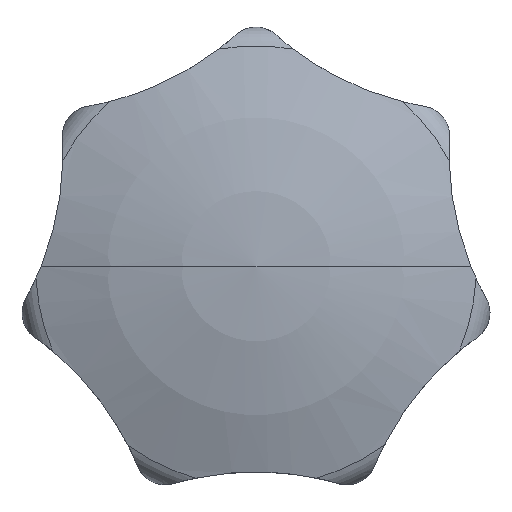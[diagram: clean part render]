
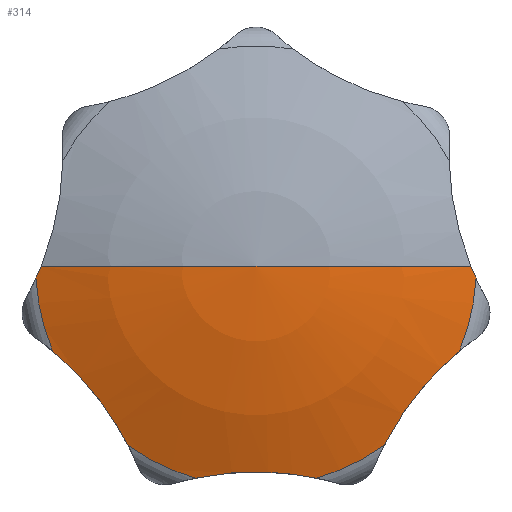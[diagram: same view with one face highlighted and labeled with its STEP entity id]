
A CAD part, top view. The second image highlights one B-rep face of the part: STEP entity #314.
In plain terms, the highlighted spherical face has radius 100 mm.
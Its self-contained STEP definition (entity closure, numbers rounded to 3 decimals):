
#314=ADVANCED_FACE('',(#906),#907,.T.);
#334=EDGE_CURVE('',#626,#658,#929,.T.);
#344=VERTEX_POINT('',#941);
#400=EDGE_CURVE('',#462,#574,#998,.T.);
#412=EDGE_CURVE('',#636,#876,#1010,.T.);
#462=VERTEX_POINT('',#1067);
#472=EDGE_CURVE('',#344,#462,#1078,.T.);
#482=EDGE_CURVE('',#574,#636,#1088,.T.);
#556=VERTEX_POINT('',#1167);
#574=VERTEX_POINT('',#1187);
#598=EDGE_CURVE('',#872,#884,#1214,.T.);
#624=EDGE_CURVE('',#712,#658,#1246,.T.);
#626=VERTEX_POINT('',#1248);
#636=VERTEX_POINT('',#1259);
#658=VERTEX_POINT('',#1282);
#678=EDGE_CURVE('',#344,#712,#1304,.T.);
#712=VERTEX_POINT('',#1340);
#768=EDGE_CURVE('',#556,#872,#1400,.T.);
#792=EDGE_CURVE('',#884,#626,#1428,.T.);
#830=EDGE_CURVE('',#876,#556,#1469,.T.);
#872=VERTEX_POINT('',#1516);
#876=VERTEX_POINT('',#1520);
#884=VERTEX_POINT('',#1529);
#906=FACE_OUTER_BOUND('',#1547,.T.);
#907=SPHERICAL_SURFACE('',#1548,100.0);
#929=B_SPLINE_CURVE_WITH_KNOTS('',3,(#1576,#1577,#1578,#1579,#1580,#1581,#1582,#1583,#1584,#1585,#1586,#1587,#1588,#1589),.UNSPECIFIED.,.F.,.F.,(4,2,2,2,2,2,4),(70.315,72.596,76.421,80.245,84.07,87.895,90.176),.UNSPECIFIED.);
#941=CARTESIAN_POINT('',(-35.941,0.,43.318));
#998=CIRCLE('',#1773,36.842);
#1010=CIRCLE('',#1798,36.842);
#1067=CARTESIAN_POINT('',(-36.789,-1.971,42.966));
#1078=B_SPLINE_CURVE_WITH_KNOTS('',3,(#1908,#1909,#1910,#1911,#1912,#1913,#1914,#1915,#1916,#1917,#1918,#1919,#1920,#1921),.UNSPECIFIED.,.F.,.F.,(4,2,2,2,2,2,4),(70.315,72.596,76.421,80.245,84.07,87.895,90.176),.UNSPECIFIED.);
#1088=B_SPLINE_CURVE_WITH_KNOTS('',3,(#1937,#1938,#1939,#1940,#1941,#1942,#1943,#1944,#1945,#1946,#1947,#1948,#1949,#1950),.UNSPECIFIED.,.F.,.F.,(4,2,2,2,2,2,4),(70.315,72.596,76.421,80.245,84.07,87.895,90.176),.UNSPECIFIED.);
#1167=CARTESIAN_POINT('',(10.108,-35.428,42.966));
#1187=CARTESIAN_POINT('',(-34.001,-14.186,42.966));
#1214=B_SPLINE_CURVE_WITH_KNOTS('',3,(#2226,#2227,#2228,#2229,#2230,#2231,#2232,#2233,#2234,#2235,#2236,#2237,#2238,#2239),.UNSPECIFIED.,.F.,.F.,(4,2,2,2,2,2,4),(70.315,72.596,76.421,80.245,84.07,87.895,90.176),.UNSPECIFIED.);
#1246=CIRCLE('',#2290,100.0);
#1248=CARTESIAN_POINT('',(36.789,-1.971,42.966));
#1259=CARTESIAN_POINT('',(-21.397,-29.992,42.966));
#1282=CARTESIAN_POINT('',(35.941,0.,43.318));
#1304=CIRCLE('',#2389,100.0);
#1340=CARTESIAN_POINT('',(0.,0.,50.));
#1400=CIRCLE('',#2585,36.842);
#1428=CIRCLE('',#2625,36.842);
#1469=B_SPLINE_CURVE_WITH_KNOTS('',3,(#2720,#2721,#2722,#2723,#2724,#2725,#2726,#2727,#2728,#2729,#2730,#2731,#2732,#2733),.UNSPECIFIED.,.F.,.F.,(4,2,2,2,2,2,4),(70.315,72.596,76.421,80.245,84.07,87.895,90.176),.UNSPECIFIED.);
#1516=CARTESIAN_POINT('',(21.397,-29.992,42.966));
#1520=CARTESIAN_POINT('',(-10.108,-35.428,42.966));
#1529=CARTESIAN_POINT('',(34.001,-14.186,42.966));
#1547=EDGE_LOOP('',(#2847,#2848,#2849,#2850,#2851,#2852,#2853,#2854,#2855,#2856,#2857));
#1548=AXIS2_PLACEMENT_3D('',#2858,#2859,#2860);
#1576=CARTESIAN_POINT('',(36.789,-1.971,42.966));
#1577=CARTESIAN_POINT('',(36.462,-1.255,43.11));
#1578=CARTESIAN_POINT('',(36.152,-0.53,43.238));
#1579=CARTESIAN_POINT('',(35.37,1.425,43.535));
#1580=CARTESIAN_POINT('',(34.929,2.667,43.673));
#1581=CARTESIAN_POINT('',(34.153,5.16,43.854));
#1582=CARTESIAN_POINT('',(33.817,6.411,43.898));
#1583=CARTESIAN_POINT('',(33.25,8.897,43.898));
#1584=CARTESIAN_POINT('',(33.01,10.17,43.854));
#1585=CARTESIAN_POINT('',(32.627,12.752,43.673));
#1586=CARTESIAN_POINT('',(32.485,14.062,43.535));
#1587=CARTESIAN_POINT('',(32.342,16.164,43.238));
#1588=CARTESIAN_POINT('',(32.307,16.951,43.11));
#1589=CARTESIAN_POINT('',(32.291,17.738,42.966));
#1773=AXIS2_PLACEMENT_3D('',#2939,#2940,#2941);
#1798=AXIS2_PLACEMENT_3D('',#2944,#2945,#2946);
#1908=CARTESIAN_POINT('',(-32.291,17.738,42.966));
#1909=CARTESIAN_POINT('',(-32.307,16.951,43.11));
#1910=CARTESIAN_POINT('',(-32.342,16.164,43.238));
#1911=CARTESIAN_POINT('',(-32.485,14.062,43.535));
#1912=CARTESIAN_POINT('',(-32.627,12.752,43.673));
#1913=CARTESIAN_POINT('',(-33.01,10.17,43.854));
#1914=CARTESIAN_POINT('',(-33.25,8.897,43.898));
#1915=CARTESIAN_POINT('',(-33.817,6.411,43.898));
#1916=CARTESIAN_POINT('',(-34.153,5.16,43.854));
#1917=CARTESIAN_POINT('',(-34.929,2.667,43.673));
#1918=CARTESIAN_POINT('',(-35.37,1.425,43.535));
#1919=CARTESIAN_POINT('',(-36.152,-0.53,43.238));
#1920=CARTESIAN_POINT('',(-36.462,-1.255,43.11));
#1921=CARTESIAN_POINT('',(-36.789,-1.971,42.966));
#1937=CARTESIAN_POINT('',(-34.001,-14.186,42.966));
#1938=CARTESIAN_POINT('',(-33.396,-14.69,43.11));
#1939=CARTESIAN_POINT('',(-32.802,-15.208,43.238));
#1940=CARTESIAN_POINT('',(-31.249,-16.631,43.535));
#1941=CARTESIAN_POINT('',(-30.313,-17.558,43.673));
#1942=CARTESIAN_POINT('',(-28.532,-19.467,43.854));
#1943=CARTESIAN_POINT('',(-27.687,-20.449,43.898));
#1944=CARTESIAN_POINT('',(-26.097,-22.442,43.898));
#1945=CARTESIAN_POINT('',(-25.328,-23.485,43.854));
#1946=CARTESIAN_POINT('',(-23.863,-25.646,43.673));
#1947=CARTESIAN_POINT('',(-23.167,-26.764,43.535));
#1948=CARTESIAN_POINT('',(-22.126,-28.596,43.238));
#1949=CARTESIAN_POINT('',(-21.753,-29.29,43.11));
#1950=CARTESIAN_POINT('',(-21.397,-29.992,42.966));
#2226=CARTESIAN_POINT('',(21.397,-29.992,42.966));
#2227=CARTESIAN_POINT('',(21.753,-29.29,43.11));
#2228=CARTESIAN_POINT('',(22.126,-28.596,43.238));
#2229=CARTESIAN_POINT('',(23.167,-26.764,43.535));
#2230=CARTESIAN_POINT('',(23.863,-25.646,43.673));
#2231=CARTESIAN_POINT('',(25.328,-23.485,43.854));
#2232=CARTESIAN_POINT('',(26.097,-22.442,43.898));
#2233=CARTESIAN_POINT('',(27.687,-20.449,43.898));
#2234=CARTESIAN_POINT('',(28.532,-19.467,43.854));
#2235=CARTESIAN_POINT('',(30.313,-17.558,43.673));
#2236=CARTESIAN_POINT('',(31.249,-16.631,43.535));
#2237=CARTESIAN_POINT('',(32.802,-15.208,43.238));
#2238=CARTESIAN_POINT('',(33.396,-14.69,43.11));
#2239=CARTESIAN_POINT('',(34.001,-14.186,42.966));
#2290=AXIS2_PLACEMENT_3D('',#3224,#3225,#3226);
#2389=AXIS2_PLACEMENT_3D('',#3272,#3273,#3274);
#2585=AXIS2_PLACEMENT_3D('',#3360,#3361,#3362);
#2625=AXIS2_PLACEMENT_3D('',#3402,#3403,#3404);
#2720=CARTESIAN_POINT('',(-10.108,-35.428,42.966));
#2721=CARTESIAN_POINT('',(-9.337,-35.269,43.11));
#2722=CARTESIAN_POINT('',(-8.561,-35.128,43.238));
#2723=CARTESIAN_POINT('',(-6.481,-34.8,43.535));
#2724=CARTESIAN_POINT('',(-5.172,-34.647,43.673));
#2725=CARTESIAN_POINT('',(-2.569,-34.445,43.854));
#2726=CARTESIAN_POINT('',(-1.275,-34.396,43.898));
#2727=CARTESIAN_POINT('',(1.275,-34.396,43.898));
#2728=CARTESIAN_POINT('',(2.569,-34.445,43.854));
#2729=CARTESIAN_POINT('',(5.172,-34.647,43.673));
#2730=CARTESIAN_POINT('',(6.481,-34.8,43.535));
#2731=CARTESIAN_POINT('',(8.561,-35.128,43.238));
#2732=CARTESIAN_POINT('',(9.337,-35.269,43.11));
#2733=CARTESIAN_POINT('',(10.108,-35.428,42.966));
#2847=ORIENTED_EDGE('',*,*,#678,.F.);
#2848=ORIENTED_EDGE('',*,*,#472,.T.);
#2849=ORIENTED_EDGE('',*,*,#400,.T.);
#2850=ORIENTED_EDGE('',*,*,#482,.T.);
#2851=ORIENTED_EDGE('',*,*,#412,.T.);
#2852=ORIENTED_EDGE('',*,*,#830,.T.);
#2853=ORIENTED_EDGE('',*,*,#768,.T.);
#2854=ORIENTED_EDGE('',*,*,#598,.T.);
#2855=ORIENTED_EDGE('',*,*,#792,.T.);
#2856=ORIENTED_EDGE('',*,*,#334,.T.);
#2857=ORIENTED_EDGE('',*,*,#624,.F.);
#2858=CARTESIAN_POINT('',(0.,0.,-50.));
#2859=DIRECTION('',(0.,0.,1.0));
#2860=DIRECTION('',(-1.0,0.,0.0));
#2939=CARTESIAN_POINT('',(0.,0.,42.966));
#2940=DIRECTION('',(0.,0.,1.0));
#2941=DIRECTION('',(1.0,0.,0.));
#2944=CARTESIAN_POINT('',(0.,0.,42.966));
#2945=DIRECTION('',(0.,0.,1.0));
#2946=DIRECTION('',(1.0,0.,0.));
#3224=CARTESIAN_POINT('',(0.,0.,-50.));
#3225=DIRECTION('',(0.,1.0,0.));
#3226=DIRECTION('',(0.0,0.,-1.0));
#3272=CARTESIAN_POINT('',(0.,0.,-50.));
#3273=DIRECTION('',(0.,1.0,0.));
#3274=DIRECTION('',(0.0,0.,-1.0));
#3360=CARTESIAN_POINT('',(0.,0.,42.966));
#3361=DIRECTION('',(0.,0.,1.0));
#3362=DIRECTION('',(1.0,0.,0.));
#3402=CARTESIAN_POINT('',(0.,0.,42.966));
#3403=DIRECTION('',(0.,0.,1.0));
#3404=DIRECTION('',(1.0,0.,0.));
